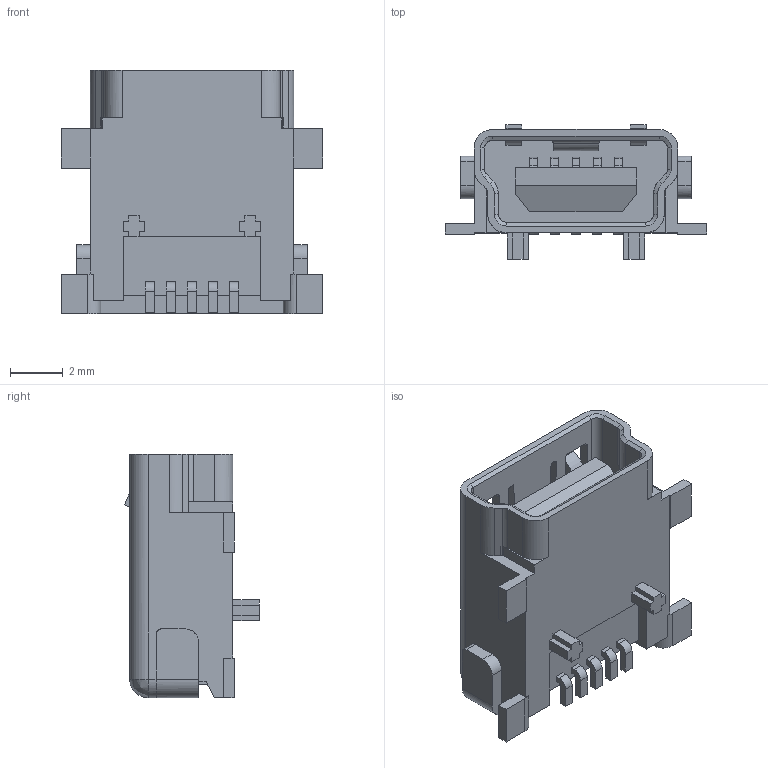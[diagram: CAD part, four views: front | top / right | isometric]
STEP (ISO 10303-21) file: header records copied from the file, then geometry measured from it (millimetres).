
FILE_DESCRIPTION (( 'STEP AP214' ), '1' );
FILE_NAME ('User Library-c-1734035-1-a-3d.STEP', '2020-08-02T11:09:33', ( '' ), ( '' ), 'SwSTEP 2.0', 'SolidWorks 2020', '' );
FILE_SCHEMA (( 'AUTOMOTIVE_DESIGN' ));
Length unit declared in the file: millimetre
Products named in the file (1): User Library-c-1734035-1-a-3d
Bounding box: 9.9 x 5.09 x 9.2 mm (x, y, z)
Volume: 184.8 mm3; surface area: 474 mm2
Topology: 1 solids, 1 shells, 289 faces, 779 edges, 504 vertices
Faces by surface type: plane 198, cylinder 71, bspline 12, cone 8
Entity records: 9788 total; most frequent: CARTESIAN_POINT 2944, ORIENTED_EDGE 1558, DIRECTION 1142, EDGE_CURVE 779, LINE 566, VECTOR 566, VERTEX_POINT 504, EDGE_LOOP 307
